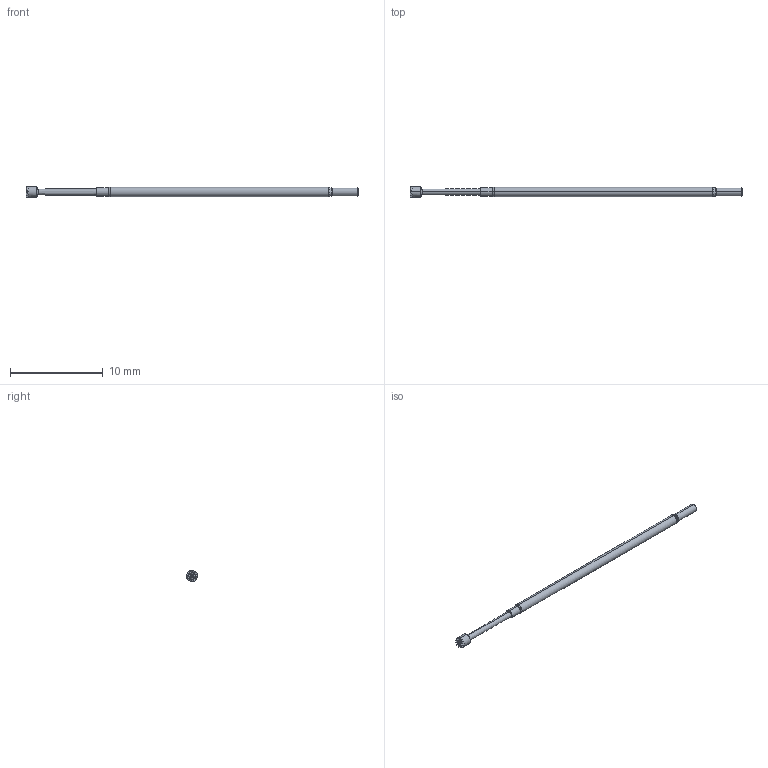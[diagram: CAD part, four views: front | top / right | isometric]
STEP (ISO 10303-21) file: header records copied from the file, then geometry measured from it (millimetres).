
FILE_DESCRIPTION (( 'STEP AP214' ), '1' );
FILE_NAME ('X50-PRP2526_.STEP', '2016-04-05T12:01:06', ( 'spare' ), ( '' ), 'SwSTEP 2.0', 'SolidWorks 2016', '' );
FILE_SCHEMA (( 'AUTOMOTIVE_DESIGN' ));
Length unit declared in the file: inch
Products named in the file (1): X50-PRP2526_
Bounding box: 35.81 x 1.17 x 1.17 mm (x, y, z)
Volume: 25.5 mm3; surface area: 109 mm2
Topology: 1 solids, 1 shells, 78 faces, 192 edges, 117 vertices
Faces by surface type: cone 36, cylinder 20, plane 14, torus 8
Entity records: 3438 total; most frequent: CARTESIAN_POINT 682, ORIENTED_EDGE 384, DIRECTION 326, EDGE_CURVE 192, AXIS2_PLACEMENT_3D 153, VERTEX_POINT 117, B_SPLINE_CURVE_WITH_KNOTS 98, DIMENSIONAL_EXPONENTS 81
